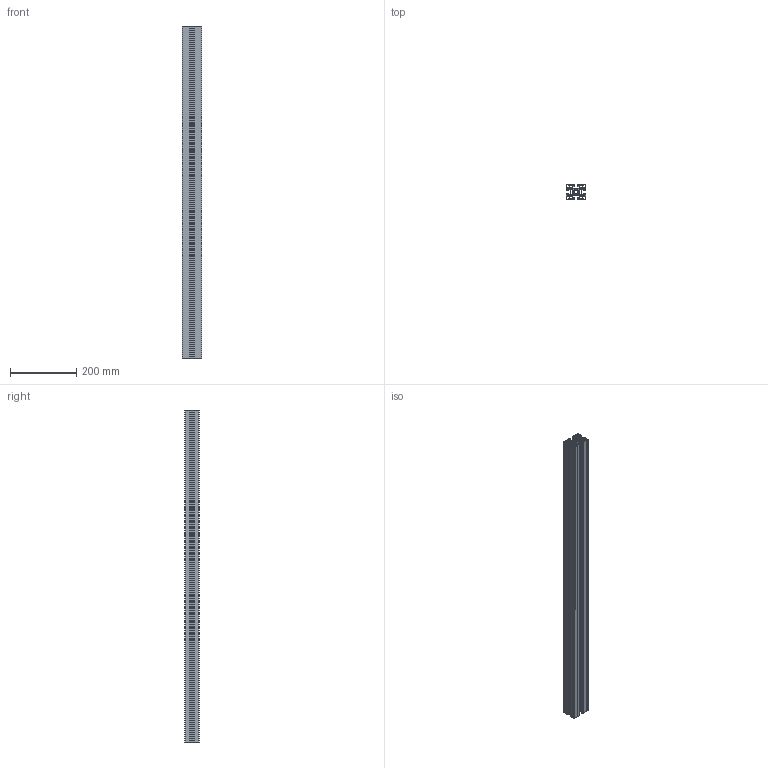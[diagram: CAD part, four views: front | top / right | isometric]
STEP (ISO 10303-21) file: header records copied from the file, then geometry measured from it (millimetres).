
FILE_DESCRIPTION (( 'STEP AP214' ), '1' );
FILE_NAME ('556X Êîíñòðóêöèîííûé ïðîôèëü 45õ60.STEP', '2019-11-08T07:45:52', ( 'Windows User' ), ( '' ), 'SwSTEP 2.0', 'SolidWorks 2019', '' );
FILE_SCHEMA (( 'AUTOMOTIVE_DESIGN' ));
Length unit declared in the file: millimetre
Products named in the file (1): 556X Êîíñòðóêöèîííûé ïðîôèëü 45õ60
Bounding box: 60 x 45 x 1000 mm (x, y, z)
Volume: 871425.3 mm3; surface area: 836135.6 mm2
Topology: 1 solids, 1 shells, 436 faces, 1302 edges, 868 vertices
Faces by surface type: cylinder 228, plane 208
Entity records: 14864 total; most frequent: DIRECTION 2632, CARTESIAN_POINT 2607, ORIENTED_EDGE 2604, EDGE_CURVE 1302, AXIS2_PLACEMENT_3D 893, VERTEX_POINT 868, VECTOR 846, LINE 846
